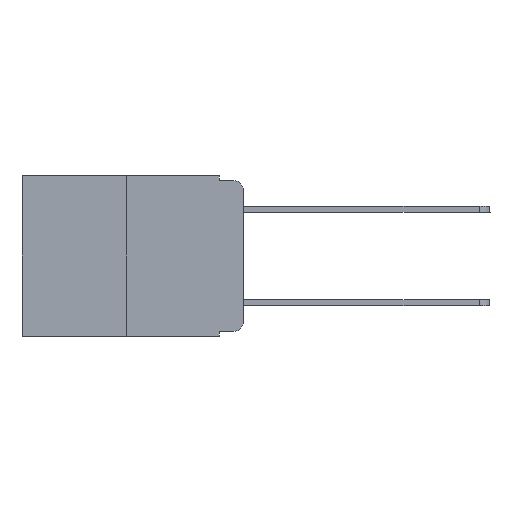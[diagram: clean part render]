
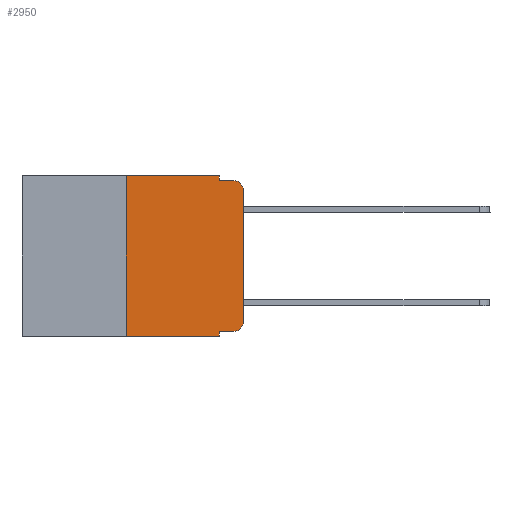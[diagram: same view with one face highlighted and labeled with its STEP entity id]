
A CAD part, left-side view. The second image highlights one B-rep face of the part: STEP entity #2950.
In plain terms, the highlighted planar face has unit normal (-1, 0, 0).
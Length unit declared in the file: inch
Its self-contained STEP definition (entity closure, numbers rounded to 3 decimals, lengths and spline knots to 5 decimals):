
#192 = LINE ( 'NONE', #9975, #11475 ) ;
#375 = CIRCLE ( 'NONE', #7634, 0.02 ) ;
#477 = PLANE ( 'NONE',  #9883 ) ;
#587 = CARTESIAN_POINT ( 'NONE',  ( 0., 0.02, -0.333 ) ) ;
#633 = DIRECTION ( 'NONE',  ( 0., 0., -1. ) ) ;
#945 = DIRECTION ( 'NONE',  ( 0., 0., -1. ) ) ;
#1122 = CARTESIAN_POINT ( 'NONE',  ( 0., 0.051, -0.333 ) ) ;
#1157 = CARTESIAN_POINT ( 'NONE',  ( 0., 0., -0.313 ) ) ;
#1291 = ORIENTED_EDGE ( 'NONE', *, *, #6969, .F. ) ;
#1314 = CARTESIAN_POINT ( 'NONE',  ( 0., 0.051, -0.343 ) ) ;
#1491 = DIRECTION ( 'NONE',  ( 0., 0., -1. ) ) ;
#1669 = CARTESIAN_POINT ( 'NONE',  ( 0., 0.051, 0. ) ) ;
#1781 = EDGE_CURVE ( 'NONE', #9031, #4984, #192, .T. ) ;
#1912 = DIRECTION ( 'NONE',  ( 0., -1., 0. ) ) ;
#1918 = VECTOR ( 'NONE', #1963, 39.37008 ) ;
#1963 = DIRECTION ( 'NONE',  ( 0., -1., 0. ) ) ;
#2021 = ORIENTED_EDGE ( 'NONE', *, *, #12044, .T. ) ;
#2030 = EDGE_CURVE ( 'NONE', #4016, #5884, #12800, .T. ) ;
#2149 = DIRECTION ( 'NONE',  ( 0., 0., 1. ) ) ;
#2192 = DIRECTION ( 'NONE',  ( 0., 0., 1. ) ) ;
#2874 = CARTESIAN_POINT ( 'NONE',  ( 0., 0.473, -0.343 ) ) ;
#2950 = ADVANCED_FACE ( 'NONE', ( #8392 ), #477, .F. ) ;
#2971 = LINE ( 'NONE', #6944, #9492 ) ;
#3001 = EDGE_LOOP ( 'NONE', ( #5515, #10306, #8037, #7462, #1291, #6991, #7725, #4775, #2021, #9911 ) ) ;
#3015 = VECTOR ( 'NONE', #633, 39.37008 ) ;
#3276 = CARTESIAN_POINT ( 'NONE',  ( 0., 0., -0.03 ) ) ;
#3297 = VERTEX_POINT ( 'NONE', #587 ) ;
#3638 = VECTOR ( 'NONE', #1912, 39.37008 ) ;
#3653 = CARTESIAN_POINT ( 'NONE',  ( 0., 0.02, -0.03 ) ) ;
#3741 = EDGE_CURVE ( 'NONE', #3297, #9031, #375, .T. ) ;
#3876 = LINE ( 'NONE', #1122, #3638 ) ;
#3903 = VECTOR ( 'NONE', #5643, 39.37008 ) ;
#4016 = VERTEX_POINT ( 'NONE', #6252 ) ;
#4390 = DIRECTION ( 'NONE',  ( 1., 0., 0. ) ) ;
#4456 = VECTOR ( 'NONE', #945, 39.37008 ) ;
#4537 = CARTESIAN_POINT ( 'NONE',  ( 0., 0.02, -0.01 ) ) ;
#4775 = ORIENTED_EDGE ( 'NONE', *, *, #11689, .F. ) ;
#4984 = VERTEX_POINT ( 'NONE', #3276 ) ;
#5019 = VERTEX_POINT ( 'NONE', #11248 ) ;
#5515 = ORIENTED_EDGE ( 'NONE', *, *, #1781, .T. ) ;
#5643 = DIRECTION ( 'NONE',  ( 0., -1., 0. ) ) ;
#5877 = LINE ( 'NONE', #9828, #4456 ) ;
#5884 = VERTEX_POINT ( 'NONE', #1314 ) ;
#5932 = VERTEX_POINT ( 'NONE', #7229 ) ;
#6207 = EDGE_CURVE ( 'NONE', #4016, #7428, #12128, .T. ) ;
#6252 = CARTESIAN_POINT ( 'NONE',  ( 0., 0.25, -0.343 ) ) ;
#6536 = DIRECTION ( 'NONE',  ( 0., 0., -1. ) ) ;
#6814 = DIRECTION ( 'NONE',  ( -1., 0., 0. ) ) ;
#6944 = CARTESIAN_POINT ( 'NONE',  ( 0., 0.051, -0.01 ) ) ;
#6969 = EDGE_CURVE ( 'NONE', #7428, #5932, #10513, .T. ) ;
#6991 = ORIENTED_EDGE ( 'NONE', *, *, #6207, .F. ) ;
#7229 = CARTESIAN_POINT ( 'NONE',  ( 0., 0.051, 0. ) ) ;
#7428 = VERTEX_POINT ( 'NONE', #10360 ) ;
#7462 = ORIENTED_EDGE ( 'NONE', *, *, #10392, .F. ) ;
#7634 = AXIS2_PLACEMENT_3D ( 'NONE', #12714, #6814, #6536 ) ;
#7725 = ORIENTED_EDGE ( 'NONE', *, *, #2030, .T. ) ;
#8037 = ORIENTED_EDGE ( 'NONE', *, *, #12518, .F. ) ;
#8392 = FACE_OUTER_BOUND ( 'NONE', #3001, .T. ) ;
#8693 = EDGE_CURVE ( 'NONE', #4984, #9501, #11084, .T. ) ;
#9031 = VERTEX_POINT ( 'NONE', #1157 ) ;
#9374 = CARTESIAN_POINT ( 'NONE',  ( 0., 0.051, -0.01 ) ) ;
#9421 = CARTESIAN_POINT ( 'NONE',  ( 0., 0.473, 0. ) ) ;
#9439 = AXIS2_PLACEMENT_3D ( 'NONE', #3653, #10632, #1491 ) ;
#9492 = VECTOR ( 'NONE', #10995, 39.37008 ) ;
#9501 = VERTEX_POINT ( 'NONE', #4537 ) ;
#9828 = CARTESIAN_POINT ( 'NONE',  ( 0., 0.051, 0. ) ) ;
#9883 = AXIS2_PLACEMENT_3D ( 'NONE', #9421, #4390, #12344 ) ;
#9911 = ORIENTED_EDGE ( 'NONE', *, *, #3741, .T. ) ;
#9923 = VECTOR ( 'NONE', #2149, 39.37008 ) ;
#9975 = CARTESIAN_POINT ( 'NONE',  ( 0., 0., 0. ) ) ;
#10306 = ORIENTED_EDGE ( 'NONE', *, *, #8693, .T. ) ;
#10360 = CARTESIAN_POINT ( 'NONE',  ( 0., 0.25, 0. ) ) ;
#10392 = EDGE_CURVE ( 'NONE', #5932, #12638, #11636, .T. ) ;
#10513 = LINE ( 'NONE', #11472, #3903 ) ;
#10632 = DIRECTION ( 'NONE',  ( -1., 0., 0. ) ) ;
#10995 = DIRECTION ( 'NONE',  ( 0., -1., 0. ) ) ;
#11014 = CARTESIAN_POINT ( 'NONE',  ( 0., 0.25, 0. ) ) ;
#11084 = CIRCLE ( 'NONE', #9439, 0.02 ) ;
#11248 = CARTESIAN_POINT ( 'NONE',  ( 0., 0.051, -0.333 ) ) ;
#11472 = CARTESIAN_POINT ( 'NONE',  ( 0., 0.473, 0. ) ) ;
#11475 = VECTOR ( 'NONE', #2192, 39.37008 ) ;
#11636 = LINE ( 'NONE', #1669, #3015 ) ;
#11689 = EDGE_CURVE ( 'NONE', #5019, #5884, #5877, .T. ) ;
#12044 = EDGE_CURVE ( 'NONE', #5019, #3297, #3876, .T. ) ;
#12128 = LINE ( 'NONE', #11014, #9923 ) ;
#12344 = DIRECTION ( 'NONE',  ( 0., 0., -1. ) ) ;
#12518 = EDGE_CURVE ( 'NONE', #12638, #9501, #2971, .T. ) ;
#12638 = VERTEX_POINT ( 'NONE', #9374 ) ;
#12714 = CARTESIAN_POINT ( 'NONE',  ( 0., 0.02, -0.313 ) ) ;
#12800 = LINE ( 'NONE', #2874, #1918 ) ;
